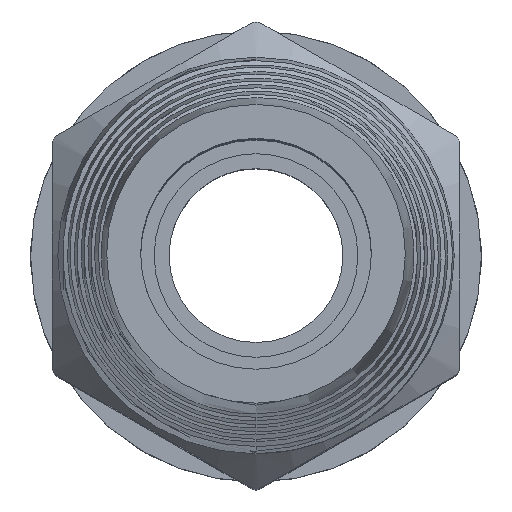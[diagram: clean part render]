
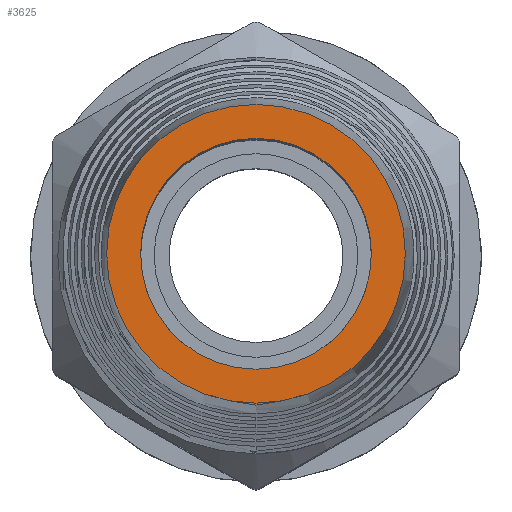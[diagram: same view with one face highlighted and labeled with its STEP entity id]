
A CAD part, top view. The second image highlights one B-rep face of the part: STEP entity #3625.
In plain terms, the highlighted face is planar.
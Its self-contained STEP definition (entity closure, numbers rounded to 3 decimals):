
#72=FACE_BOUND('',#506,.T.);
#106=PLANE('',#3904);
#294=FACE_OUTER_BOUND('',#505,.T.);
#505=EDGE_LOOP('',(#2823));
#506=EDGE_LOOP('',(#2824));
#789=CIRCLE('',#3842,4.25);
#794=CIRCLE('',#3859,5.5);
#1520=VERTEX_POINT('',#6762);
#1553=VERTEX_POINT('',#7547);
#1930=EDGE_CURVE('',#1520,#1520,#789,.T.);
#1972=EDGE_CURVE('',#1553,#1553,#794,.T.);
#2823=ORIENTED_EDGE('',*,*,#1972,.F.);
#2824=ORIENTED_EDGE('',*,*,#1930,.T.);
#3625=ADVANCED_FACE('',(#294,#72),#106,.F.);
#3842=AXIS2_PLACEMENT_3D('',#6764,#4300,#4301);
#3859=AXIS2_PLACEMENT_3D('',#7549,#4347,#4348);
#3904=AXIS2_PLACEMENT_3D('',#9289,#4468,#4469);
#4300=DIRECTION('center_axis',(0.,-1.,0.));
#4301=DIRECTION('ref_axis',(0.,0.,-1.));
#4347=DIRECTION('center_axis',(0.,-1.,0.));
#4348=DIRECTION('ref_axis',(0.,0.,-1.));
#4468=DIRECTION('center_axis',(0.,-1.,0.));
#4469=DIRECTION('ref_axis',(0.,0.,-1.));
#6762=CARTESIAN_POINT('',(0.,56.,4.25));
#6764=CARTESIAN_POINT('Origin',(0.,56.,0.));
#7547=CARTESIAN_POINT('',(0.,56.,5.5));
#7549=CARTESIAN_POINT('Origin',(0.,56.,0.));
#9289=CARTESIAN_POINT('Origin',(-5.5,56.,0.));
